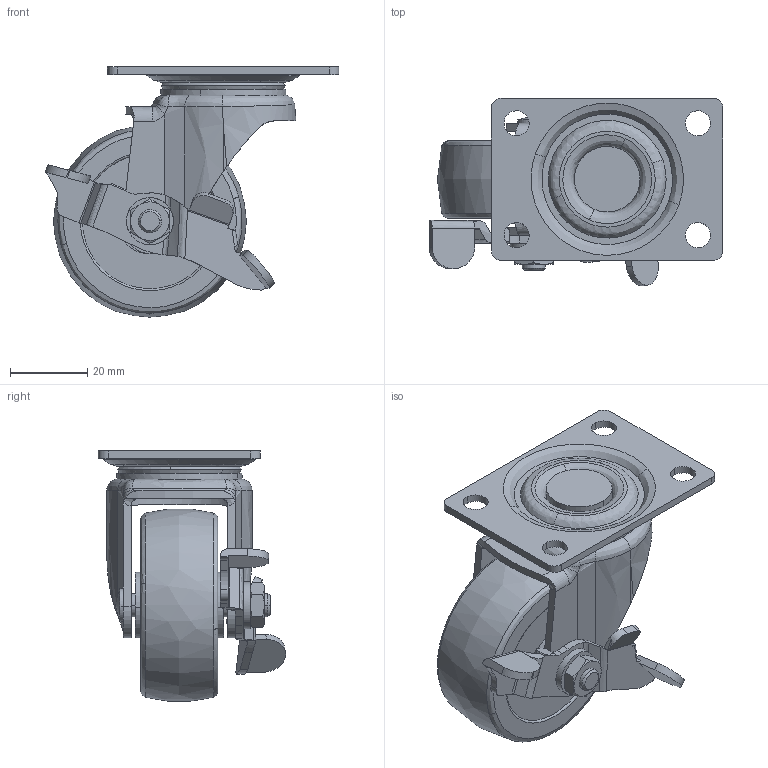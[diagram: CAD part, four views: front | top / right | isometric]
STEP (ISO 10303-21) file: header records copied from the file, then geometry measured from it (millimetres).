
FILE_DESCRIPTION((''),'2;1');
FILE_NAME('','2008-05-07T09:20:56',(''),(''),'','CADfix','');
FILE_SCHEMA(('AUTOMOTIVE_DESIGN { 1 0 10303 214 1 1 1 1 }'));
Length unit declared in the file: millimetre
Bounding box: 76.19 x 48.53 x 64.87 mm (x, y, z)
Volume: 55644.2 mm3; surface area: 24981.1 mm2
Topology: 5 solids, 14 shells, 314 faces, 976 edges, 690 vertices
Faces by surface type: bspline 314
Entity records: 15178 total; most frequent: CARTESIAN_POINT 9814, ORIENTED_EDGE 1888, EDGE_CURVE 976, VERTEX_POINT 690, EDGE_LOOP 350, FACE_OUTER_BOUND 314, ADVANCED_FACE 314, QUASI_UNIFORM_CURVE 291
